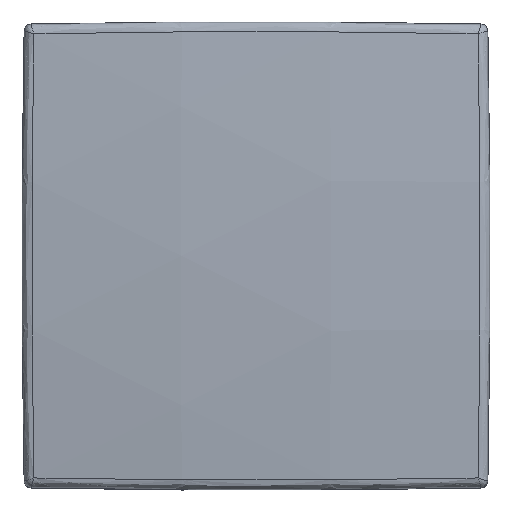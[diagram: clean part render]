
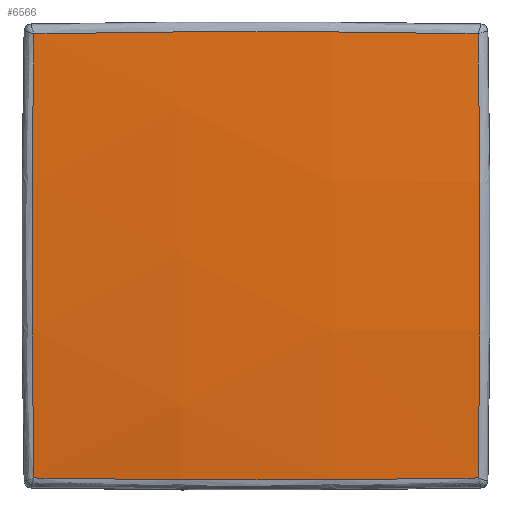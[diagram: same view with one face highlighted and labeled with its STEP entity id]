
A CAD part, top view. The second image highlights one B-rep face of the part: STEP entity #6566.
In plain terms, the highlighted spherical face has radius 3830.6 mm.
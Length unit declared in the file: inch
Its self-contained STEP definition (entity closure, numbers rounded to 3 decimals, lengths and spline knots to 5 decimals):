
#166=SPHERICAL_SURFACE('',#7164,150.81084);
#246=B_SPLINE_CURVE_WITH_KNOTS('',3,(#10043,#10044,#10045,#10046,#10047),
 .UNSPECIFIED.,.F.,.F.,(4,1,4),(-60.46661,-26.7639,-1.6017),
 .UNSPECIFIED.);
#251=B_SPLINE_CURVE_WITH_KNOTS('',3,(#10296,#10297,#10298,#10299,#10300),
 .UNSPECIFIED.,.F.,.F.,(4,1,4),(-60.28206,-26.57935,-1.41715),
 .UNSPECIFIED.);
#255=B_SPLINE_CURVE_WITH_KNOTS('',3,(#10461,#10462,#10463,#10464,#10465),
 .UNSPECIFIED.,.F.,.F.,(4,1,4),(-60.46661,-26.7639,-1.6017),
 .UNSPECIFIED.);
#256=B_SPLINE_CURVE_WITH_KNOTS('',3,(#10496,#10497,#10498,#10499,#10500),
 .UNSPECIFIED.,.F.,.F.,(4,1,4),(-60.46661,-35.30441,-1.6017),
 .UNSPECIFIED.);
#1391=FACE_OUTER_BOUND('',#1907,.T.);
#1907=EDGE_LOOP('',(#4503,#4504,#4505,#4506));
#2870=VERTEX_POINT('',#9974);
#2871=VERTEX_POINT('',#10042);
#2872=VERTEX_POINT('',#10234);
#2873=VERTEX_POINT('',#10295);
#3433=EDGE_CURVE('',#2870,#2871,#246,.T.);
#3438=EDGE_CURVE('',#2872,#2873,#251,.T.);
#3444=EDGE_CURVE('',#2873,#2870,#255,.T.);
#3445=EDGE_CURVE('',#2871,#2872,#256,.T.);
#4503=ORIENTED_EDGE('',*,*,#3438,.F.);
#4504=ORIENTED_EDGE('',*,*,#3445,.F.);
#4505=ORIENTED_EDGE('',*,*,#3433,.F.);
#4506=ORIENTED_EDGE('',*,*,#3444,.F.);
#6566=ADVANCED_FACE('',(#1391),#166,.T.);
#7164=AXIS2_PLACEMENT_3D('',#10501,#8028,#8029);
#8028=DIRECTION('center_axis',(1.,0.,0.));
#8029=DIRECTION('ref_axis',(0.,1.,0.));
#9974=CARTESIAN_POINT('',(-11.61909,-11.61909,3.60049));
#10042=CARTESIAN_POINT('',(-11.61909,11.61909,3.60049));
#10043=CARTESIAN_POINT('Ctrl Pts',(-11.61909,-11.61909,
3.60049));
#10044=CARTESIAN_POINT('Ctrl Pts',(-11.70455,-7.19319,
3.93689));
#10045=CARTESIAN_POINT('Ctrl Pts',(-11.7688,0.56422,4.18849));
#10046=CARTESIAN_POINT('Ctrl Pts',(-11.68289,8.31475,3.85165));
#10047=CARTESIAN_POINT('Ctrl Pts',(-11.61909,11.61909,3.60049));
#10234=CARTESIAN_POINT('',(11.61909,11.61909,3.60049));
#10295=CARTESIAN_POINT('',(11.61909,-11.61909,3.60049));
#10296=CARTESIAN_POINT('Ctrl Pts',(11.61909,11.61909,3.60049));
#10297=CARTESIAN_POINT('Ctrl Pts',(11.70455,7.19319,3.93689));
#10298=CARTESIAN_POINT('Ctrl Pts',(11.7688,-0.56422,4.18849));
#10299=CARTESIAN_POINT('Ctrl Pts',(11.68289,-8.31475,3.85165));
#10300=CARTESIAN_POINT('Ctrl Pts',(11.61909,-11.61909,3.60049));
#10461=CARTESIAN_POINT('Ctrl Pts',(11.61909,-11.61909,3.60049));
#10462=CARTESIAN_POINT('Ctrl Pts',(7.19319,-11.70455,3.93689));
#10463=CARTESIAN_POINT('Ctrl Pts',(-0.56422,-11.7688,
4.18849));
#10464=CARTESIAN_POINT('Ctrl Pts',(-8.31475,-11.68289,
3.85165));
#10465=CARTESIAN_POINT('Ctrl Pts',(-11.61909,-11.61909,
3.60049));
#10496=CARTESIAN_POINT('Ctrl Pts',(-11.61909,11.61909,3.60049));
#10497=CARTESIAN_POINT('Ctrl Pts',(-8.31475,11.68289,3.85165));
#10498=CARTESIAN_POINT('Ctrl Pts',(-0.56422,11.7688,4.18849));
#10499=CARTESIAN_POINT('Ctrl Pts',(7.19319,11.70455,3.93689));
#10500=CARTESIAN_POINT('Ctrl Pts',(11.61909,11.61909,3.60049));
#10501=CARTESIAN_POINT('Origin',(0.,0.,
-146.3125));
